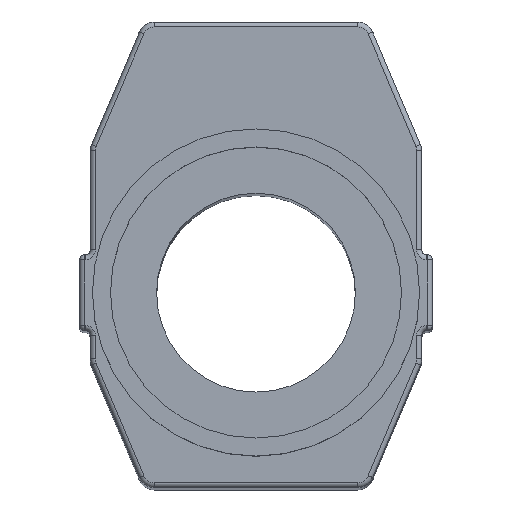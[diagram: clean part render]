
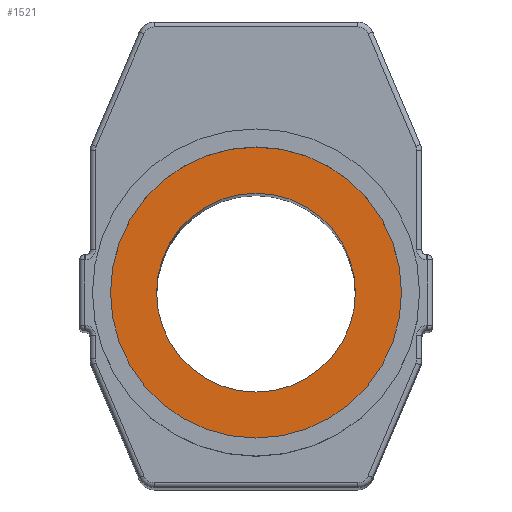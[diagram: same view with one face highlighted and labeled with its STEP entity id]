
A CAD part, top view. The second image highlights one B-rep face of the part: STEP entity #1521.
In plain terms, the highlighted planar face has unit normal (0, 0, 1).
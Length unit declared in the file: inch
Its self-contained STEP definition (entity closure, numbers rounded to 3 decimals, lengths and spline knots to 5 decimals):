
#24 = CIRCLE ( 'NONE', #25, 0.606 ) ;
#25 = AXIS2_PLACEMENT_3D ( 'NONE', #87, #89, #88 ) ;
#43 = EDGE_CURVE ( 'NONE', #138, #141, #24, .T. ) ;
#55 = EDGE_CURVE ( 'NONE', #150, #151, #91, .T. ) ;
#87 = CARTESIAN_POINT ( 'NONE',  ( 0., 0., 4.3475 ) ) ;
#88 = DIRECTION ( 'NONE',  ( 1., 0., 0. ) ) ;
#89 = DIRECTION ( 'NONE',  ( 0., 0., 1. ) ) ;
#91 = CIRCLE ( 'NONE', #93, 0.887 ) ;
#93 = AXIS2_PLACEMENT_3D ( 'NONE', #1558, #1559, #1560 ) ;
#138 = VERTEX_POINT ( 'NONE', #1650 ) ;
#141 = VERTEX_POINT ( 'NONE', #1653 ) ;
#150 = VERTEX_POINT ( 'NONE', #1662 ) ;
#151 = VERTEX_POINT ( 'NONE', #1663 ) ;
#669 = EDGE_LOOP ( 'NONE', ( #870, #871 ) ) ;
#670 = EDGE_LOOP ( 'NONE', ( #873, #872 ) ) ;
#870 = ORIENTED_EDGE ( 'NONE', *, *, #43, .F. ) ;
#871 = ORIENTED_EDGE ( 'NONE', *, *, #1512, .F. ) ;
#872 = ORIENTED_EDGE ( 'NONE', *, *, #55, .T. ) ;
#873 = ORIENTED_EDGE ( 'NONE', *, *, #1511, .T. ) ;
#1169 = FACE_BOUND ( 'NONE', #669, .T. ) ;
#1170 = FACE_OUTER_BOUND ( 'NONE', #670, .T. ) ;
#1511 = EDGE_CURVE ( 'NONE', #151, #150, #3096, .T. ) ;
#1512 = EDGE_CURVE ( 'NONE', #141, #138, #3102, .T. ) ;
#1521 = ADVANCED_FACE ( 'NONE', ( #1169, #1170 ), #3045, .T. ) ;
#1558 = CARTESIAN_POINT ( 'NONE',  ( 0., 0., 4.3475 ) ) ;
#1559 = DIRECTION ( 'NONE',  ( 0., 0., 1. ) ) ;
#1560 = DIRECTION ( 'NONE',  ( 1., 0., 0. ) ) ;
#1650 = CARTESIAN_POINT ( 'NONE',  ( -0.606, 0., 4.3475 ) ) ;
#1653 = CARTESIAN_POINT ( 'NONE',  ( 0.606, 0., 4.3475 ) ) ;
#1662 = CARTESIAN_POINT ( 'NONE',  ( -0.887, 0., 4.3475 ) ) ;
#1663 = CARTESIAN_POINT ( 'NONE',  ( 0.887, 0., 4.3475 ) ) ;
#3014 = CARTESIAN_POINT ( 'NONE',  ( 0., 0., 4.3475 ) ) ;
#3015 = DIRECTION ( 'NONE',  ( 0., 0., 1. ) ) ;
#3016 = DIRECTION ( 'NONE',  ( 1., 0., 0. ) ) ;
#3017 = CARTESIAN_POINT ( 'NONE',  ( 0., 0., 4.3475 ) ) ;
#3018 = DIRECTION ( 'NONE',  ( 0., 0., 1. ) ) ;
#3019 = DIRECTION ( 'NONE',  ( 1., 0., 0. ) ) ;
#3045 = PLANE ( 'NONE',  #3120 ) ;
#3046 = CARTESIAN_POINT ( 'NONE',  ( 0., 0., 4.3475 ) ) ;
#3047 = DIRECTION ( 'NONE',  ( 0., 0., 1. ) ) ;
#3048 = DIRECTION ( 'NONE',  ( 1., 0., 0. ) ) ;
#3096 = CIRCLE ( 'NONE', #3107, 0.887 ) ;
#3102 = CIRCLE ( 'NONE', #3109, 0.606 ) ;
#3107 = AXIS2_PLACEMENT_3D ( 'NONE', #3014, #3015, #3016 ) ;
#3109 = AXIS2_PLACEMENT_3D ( 'NONE', #3017, #3018, #3019 ) ;
#3120 = AXIS2_PLACEMENT_3D ( 'NONE', #3046, #3047, #3048 ) ;
